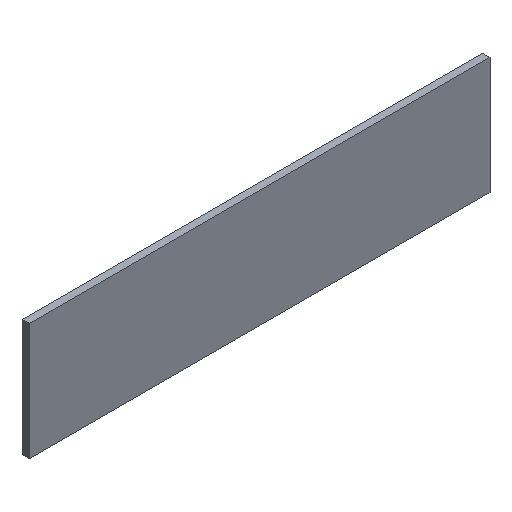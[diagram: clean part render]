
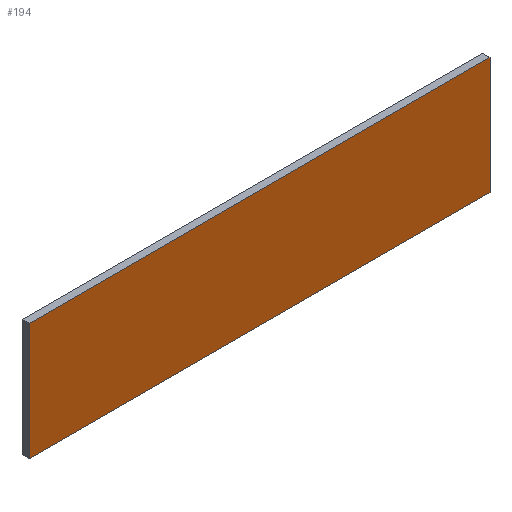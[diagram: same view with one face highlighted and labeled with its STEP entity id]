
A CAD part, isometric view. The second image highlights one B-rep face of the part: STEP entity #194.
In plain terms, the highlighted planar face has unit normal (0, -1, 0).
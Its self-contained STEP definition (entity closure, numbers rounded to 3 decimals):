
#4 = DIRECTION ( 'NONE',  ( 0., 0., -1. ) ) ;
#5 = CARTESIAN_POINT ( 'NONE',  ( -49.25, 0., 25. ) ) ;
#9 = PLANE ( 'NONE',  #214 ) ;
#14 = CARTESIAN_POINT ( 'NONE',  ( 24.172, 0., 25. ) ) ;
#16 = DIRECTION ( 'NONE',  ( 1., 0., 0. ) ) ;
#18 = CARTESIAN_POINT ( 'NONE',  ( 49.25, 0., 25. ) ) ;
#19 = CARTESIAN_POINT ( 'NONE',  ( -49.25, 0., 0. ) ) ;
#20 = DIRECTION ( 'NONE',  ( 0., -1., 0. ) ) ;
#24 = CARTESIAN_POINT ( 'NONE',  ( 49.25, 0., 25. ) ) ;
#26 = CARTESIAN_POINT ( 'NONE',  ( 49.25, 0., 0. ) ) ;
#44 = DIRECTION ( 'NONE',  ( -1., 0., 0. ) ) ;
#53 = DIRECTION ( 'NONE',  ( 0., 0., -1. ) ) ;
#65 = CARTESIAN_POINT ( 'NONE',  ( -49.25, 0., 25. ) ) ;
#66 = DIRECTION ( 'NONE',  ( -1., 0., 0. ) ) ;
#69 = CARTESIAN_POINT ( 'NONE',  ( 24.172, 0., 0. ) ) ;
#82 = CARTESIAN_POINT ( 'NONE',  ( -24.172, 0., 25. ) ) ;
#87 = ORIENTED_EDGE ( 'NONE', *, *, #222, .F. ) ;
#95 = ORIENTED_EDGE ( 'NONE', *, *, #230, .F. ) ;
#106 = ORIENTED_EDGE ( 'NONE', *, *, #231, .T. ) ;
#107 = ORIENTED_EDGE ( 'NONE', *, *, #234, .T. ) ;
#109 = VERTEX_POINT ( 'NONE', #18 ) ;
#110 = VERTEX_POINT ( 'NONE', #5 ) ;
#111 = VERTEX_POINT ( 'NONE', #19 ) ;
#114 = VERTEX_POINT ( 'NONE', #26 ) ;
#116 = FACE_OUTER_BOUND ( 'NONE', #158, .T. ) ;
#122 = LINE ( 'NONE', #24, #125 ) ;
#125 = VECTOR ( 'NONE', #4, 1000. ) ;
#158 = EDGE_LOOP ( 'NONE', ( #95, #87, #107, #106 ) ) ;
#173 = LINE ( 'NONE', #69, #176 ) ;
#175 = LINE ( 'NONE', #65, #177 ) ;
#176 = VECTOR ( 'NONE', #66, 1000. ) ;
#177 = VECTOR ( 'NONE', #53, 1000. ) ;
#180 = LINE ( 'NONE', #82, #182 ) ;
#182 = VECTOR ( 'NONE', #44, 1000. ) ;
#194 = ADVANCED_FACE ( 'NONE', ( #116 ), #9, .T. ) ;
#214 = AXIS2_PLACEMENT_3D ( 'NONE', #14, #20, #16 ) ;
#222 = EDGE_CURVE ( 'NONE', #109, #114, #122, .T. ) ;
#230 = EDGE_CURVE ( 'NONE', #114, #111, #173, .T. ) ;
#231 = EDGE_CURVE ( 'NONE', #110, #111, #175, .T. ) ;
#234 = EDGE_CURVE ( 'NONE', #109, #110, #180, .T. ) ;
